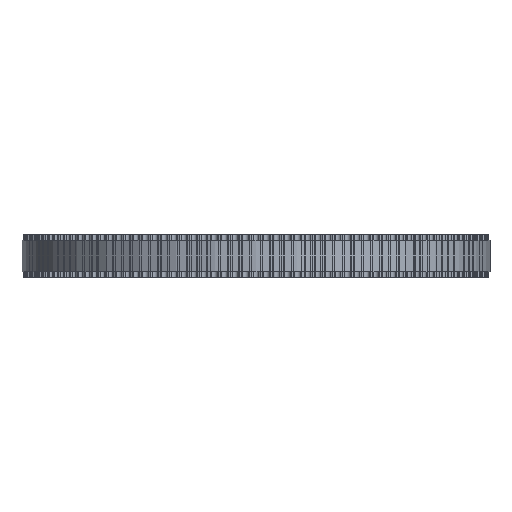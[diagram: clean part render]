
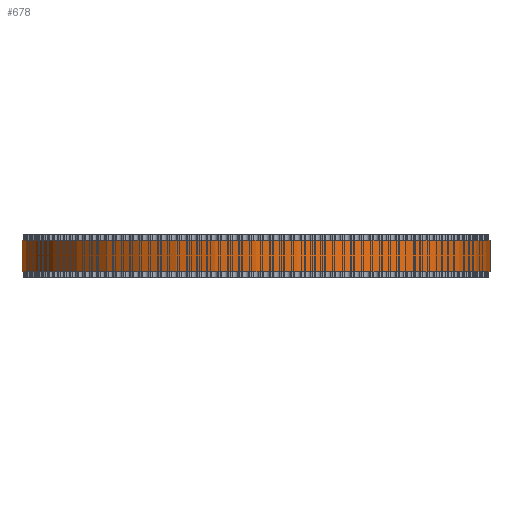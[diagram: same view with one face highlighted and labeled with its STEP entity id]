
A CAD part, front view. The second image highlights one B-rep face of the part: STEP entity #678.
In plain terms, the highlighted cylindrical face has radius 44.245 mm (diameter 88.49 mm), a full revolution.
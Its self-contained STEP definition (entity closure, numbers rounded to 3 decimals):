
#97=FACE_BOUND('',#2352,.T.);
#98=FACE_BOUND('',#2353,.T.);
#678=ADVANCED_FACE('',(#97,#98),#1235,.T.);
#1235=CYLINDRICAL_SURFACE('',#12375,44.245);
#2352=EDGE_LOOP('',(#6802));
#2353=EDGE_LOOP('',(#6803));
#6802=ORIENTED_EDGE('',*,*,#9586,.T.);
#6803=ORIENTED_EDGE('',*,*,#9587,.T.);
#7916=VERTEX_POINT('',#19620);
#7917=VERTEX_POINT('',#19622);
#9586=EDGE_CURVE('',#7916,#7916,#10700,.T.);
#9587=EDGE_CURVE('',#7917,#7917,#10701,.T.);
#10700=CIRCLE('',#12373,44.245);
#10701=CIRCLE('',#12374,44.245);
#12373=AXIS2_PLACEMENT_3D('',#19619,#16274,#16275);
#12374=AXIS2_PLACEMENT_3D('',#19621,#16276,#16277);
#12375=AXIS2_PLACEMENT_3D('',#19623,#16278,#16279);
#16274=DIRECTION('',(0.,0.,1.));
#16275=DIRECTION('',(1.,0.,0.));
#16276=DIRECTION('',(0.,0.,-1.));
#16277=DIRECTION('',(1.,0.,0.));
#16278=DIRECTION('',(0.,0.,1.));
#16279=DIRECTION('',(1.,0.,0.));
#19619=CARTESIAN_POINT('',(0.,0.,1.));
#19620=CARTESIAN_POINT('',(44.245,0.,1.));
#19621=CARTESIAN_POINT('',(0.,0.,7.));
#19622=CARTESIAN_POINT('',(44.245,0.,7.));
#19623=CARTESIAN_POINT('',(0.,0.,1.));
